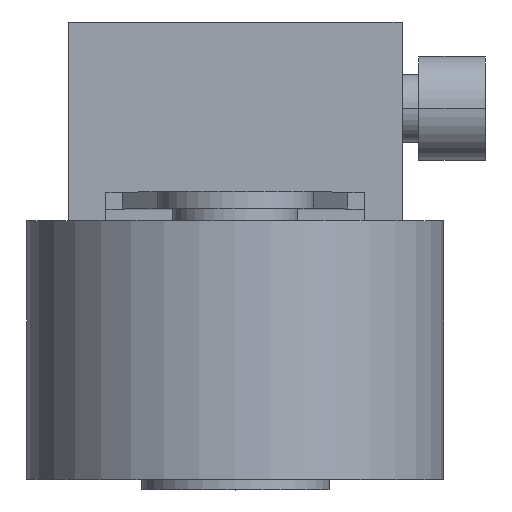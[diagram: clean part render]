
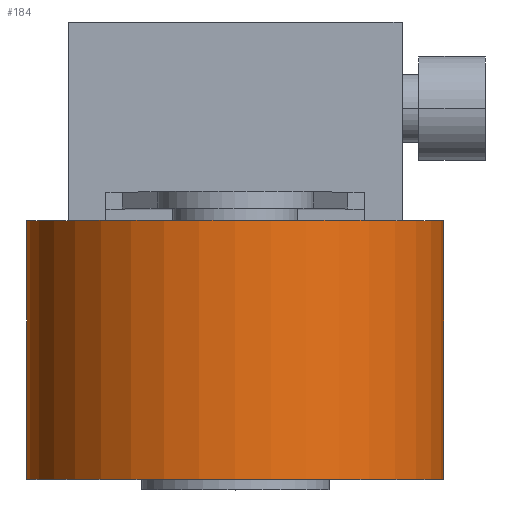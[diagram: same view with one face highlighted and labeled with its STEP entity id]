
A CAD part, top view. The second image highlights one B-rep face of the part: STEP entity #184.
In plain terms, the highlighted cylindrical face has radius 12.7 mm (diameter 25.4 mm), a partial arc.
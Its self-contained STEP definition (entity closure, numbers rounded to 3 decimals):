
#184=ADVANCED_FACE('FACE52',(#372),#373,.T.);
#372=FACE_OUTER_BOUND('',#557,.T.);
#373=CYLINDRICAL_SURFACE('',#558,12.7);
#557=EDGE_LOOP('',(#1066,#1067,#1068,#1069));
#558=AXIS2_PLACEMENT_3D('',#1070,#1071,#1072);
#1066=ORIENTED_EDGE('',*,*,#1307,.T.);
#1067=ORIENTED_EDGE('',*,*,#1305,.F.);
#1068=ORIENTED_EDGE('',*,*,#1308,.T.);
#1069=ORIENTED_EDGE('',*,*,#1309,.T.);
#1070=CARTESIAN_POINT('',(0.0,-9.652,120.65));
#1071=DIRECTION('',(0.0,-1.0,0.));
#1072=DIRECTION('',(1.0,0.0,0.0));
#1305=EDGE_CURVE('EDGE143',#1606,#1605,#1608,.T.);
#1307=EDGE_CURVE('EDGE144',#1610,#1605,#1611,.T.);
#1308=EDGE_CURVE('EDGE145',#1606,#1612,#1613,.T.);
#1309=EDGE_CURVE('EDGE146',#1612,#1610,#1614,.T.);
#1605=VERTEX_POINT('VERTEX91',#2029);
#1606=VERTEX_POINT('VERTEX92',#2030);
#1608=CIRCLE('',#2032,12.7);
#1610=VERTEX_POINT('VERTEX93',#2034);
#1611=LINE('',#2035,#2036);
#1612=VERTEX_POINT('VERTEX94',#2037);
#1613=LINE('',#2038,#2039);
#1614=CIRCLE('',#2040,12.7);
#2029=CARTESIAN_POINT('',(12.7,-1.778,120.65));
#2030=CARTESIAN_POINT('',(-12.7,-1.778,120.65));
#2032=AXIS2_PLACEMENT_3D('',#2256,#2257,#2258);
#2034=CARTESIAN_POINT('',(12.7,-17.526,120.65));
#2035=CARTESIAN_POINT('',(12.7,-9.652,120.65));
#2036=VECTOR('',#2259,1.0);
#2037=CARTESIAN_POINT('',(-12.7,-17.526,120.65));
#2038=CARTESIAN_POINT('',(-12.7,-9.652,120.65));
#2039=VECTOR('',#2260,1.0);
#2040=AXIS2_PLACEMENT_3D('',#2261,#2262,#2263);
#2256=CARTESIAN_POINT('',(0.0,-1.778,120.65));
#2257=DIRECTION('',(0.0,1.0,0.));
#2258=DIRECTION('',(1.0,0.0,0.0));
#2259=DIRECTION('',(0.0,1.0,0.));
#2260=DIRECTION('',(0.0,-1.0,0.));
#2261=CARTESIAN_POINT('',(0.0,-17.526,120.65));
#2262=DIRECTION('',(0.0,1.0,0.));
#2263=DIRECTION('',(1.0,0.0,0.0));
